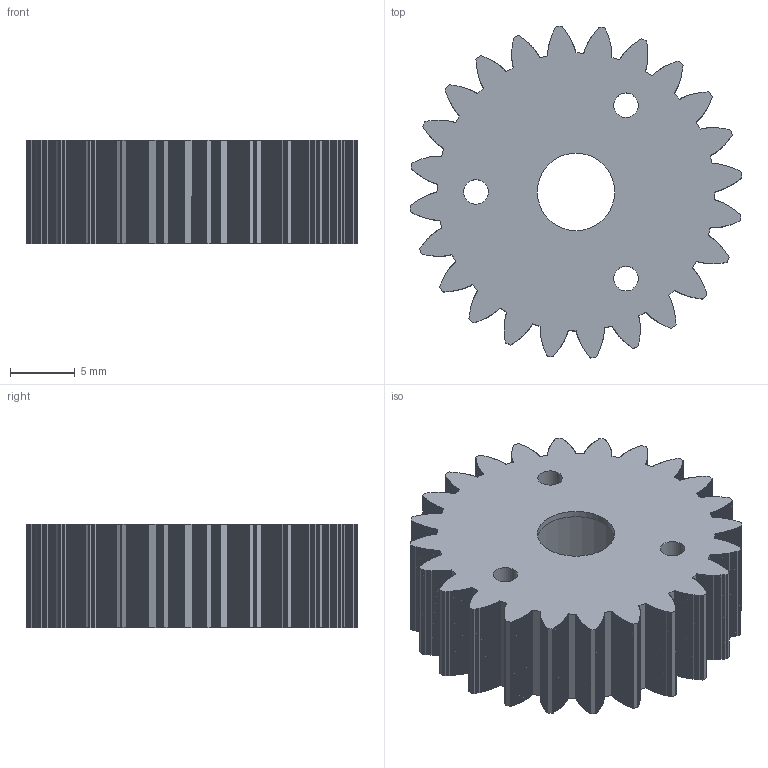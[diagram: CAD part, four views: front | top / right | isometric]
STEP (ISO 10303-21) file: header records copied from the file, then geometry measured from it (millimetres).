
FILE_DESCRIPTION(/* description */ (''),/* implementation_level */ '2;1');
FILE_NAME(/* name */ 'drive_gear.step',/* time_stamp */ '2018-03-12T16:07:47+01:00',/* author */ (''),/* organization */ (''),/* preprocessor_version */ 'ST-DEVELOPER v16.13',/* originating_system */ 'Autodesk Translation Framework v6.5.0.72',/* authorisation */ '');
FILE_SCHEMA (('AUTOMOTIVE_DESIGN { 1 0 10303 214 3 1 1 }'));
Length unit declared in the file: millimetre
Products named in the file (1): drive_gear
Bounding box: 25.7 x 25.7 x 8 mm (x, y, z)
Volume: 2740.4 mm3; surface area: 2335.8 mm2
Topology: 1 solids, 1 shells, 1832 faces, 5488 edges, 3659 vertices
Faces by surface type: plane 1827, cylinder 5
Full cylindrical faces by diameter (mm): 1.9 x3, 6 x1, 11 x1
Entity records: 60460 total; most frequent: CARTESIAN_POINT 10980, ORIENTED_EDGE 10976, DIRECTION 9165, EDGE_CURVE 5488, LINE 5477, VECTOR 5477, VERTEX_POINT 3659, AXIS2_PLACEMENT_3D 1844
